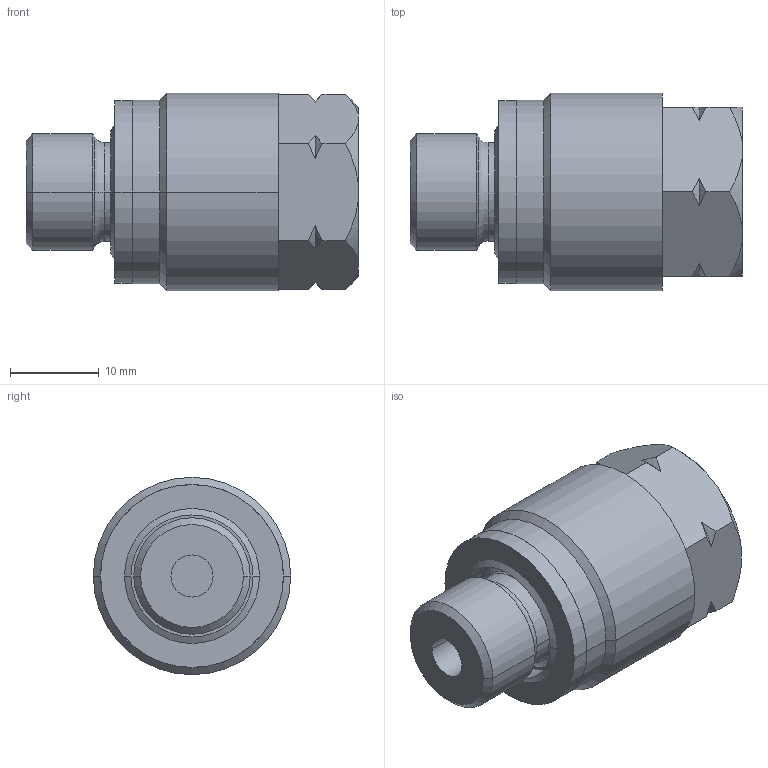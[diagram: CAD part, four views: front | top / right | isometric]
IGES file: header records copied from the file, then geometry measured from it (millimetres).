
Start section:  PTC IGES file: ilcm47004880.igs
Global section: file name: ilcm47004880.igs; native system: Pro/ENGINEER by Parametric Technology Corporation; preprocessor: 2007460; author: kr; organization: Unknown; date: 20110201.094840; units: millimetre
Bounding box: 37.39 x 22.23 x 22.23 mm (x, y, z)
Surface area: 3886.8 mm2 (no closed solid volume)
Topology: 0 solids, 0 shells, 64 faces, 296 edges, 296 vertices
Faces by surface type: revolution 50, bspline 14
